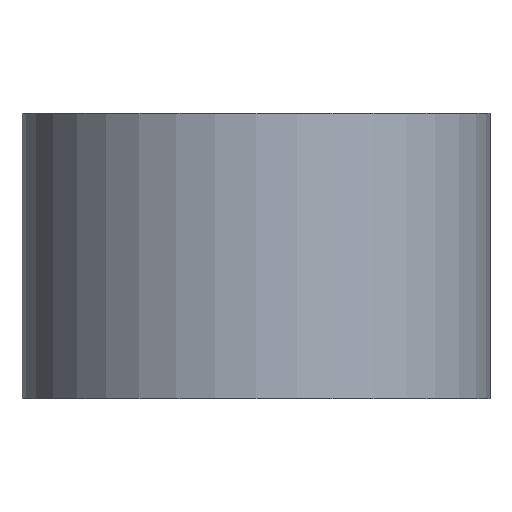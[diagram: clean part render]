
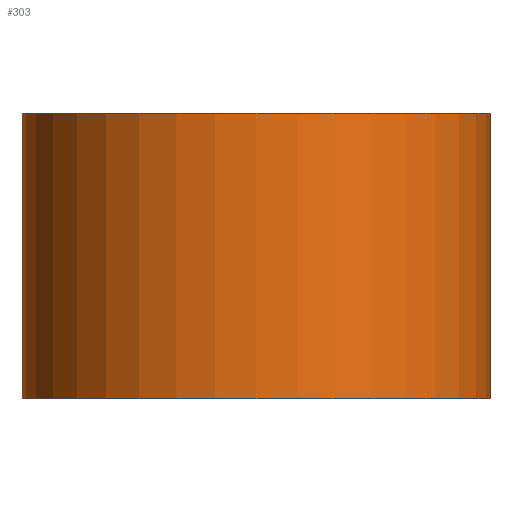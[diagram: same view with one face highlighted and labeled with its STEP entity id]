
A CAD part, front view. The second image highlights one B-rep face of the part: STEP entity #303.
In plain terms, the highlighted cylindrical face has radius 102.5 mm (diameter 205 mm), a partial arc.
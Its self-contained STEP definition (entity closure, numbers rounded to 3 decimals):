
#2 = CIRCLE ( 'NONE', #293, 102.5 ) ;
#4 = EDGE_CURVE ( 'NONE', #315, #10, #2, .T. ) ;
#9 = CARTESIAN_POINT ( 'NONE',  ( 102.5, 0., 125. ) ) ;
#10 = VERTEX_POINT ( 'NONE', #9 ) ;
#17 = ORIENTED_EDGE ( 'NONE', *, *, #261, .T. ) ;
#34 = EDGE_CURVE ( 'NONE', #10, #59, #266, .T. ) ;
#44 = CARTESIAN_POINT ( 'NONE',  ( -102.5, 0., 125. ) ) ;
#54 = CARTESIAN_POINT ( 'NONE',  ( -102.5, 0., 125. ) ) ;
#57 = CARTESIAN_POINT ( 'NONE',  ( 0., 0., 0. ) ) ;
#59 = VERTEX_POINT ( 'NONE', #321 ) ;
#71 = CARTESIAN_POINT ( 'NONE',  ( -102.5, 0., 0. ) ) ;
#76 = DIRECTION ( 'NONE',  ( 0., 0., -1. ) ) ;
#85 = CIRCLE ( 'NONE', #148, 102.5 ) ;
#92 = CARTESIAN_POINT ( 'NONE',  ( 0., 0., 125. ) ) ;
#113 = EDGE_LOOP ( 'NONE', ( #212, #132, #17, #116 ) ) ;
#116 = ORIENTED_EDGE ( 'NONE', *, *, #326, .T. ) ;
#117 = DIRECTION ( 'NONE',  ( 0., 0., -1. ) ) ;
#128 = DIRECTION ( 'NONE',  ( 0., 0., 1. ) ) ;
#132 = ORIENTED_EDGE ( 'NONE', *, *, #4, .F. ) ;
#135 = VECTOR ( 'NONE', #117, 1000. ) ;
#148 = AXIS2_PLACEMENT_3D ( 'NONE', #57, #128, #307 ) ;
#155 = FACE_OUTER_BOUND ( 'NONE', #113, .T. ) ;
#156 = DIRECTION ( 'NONE',  ( 0., 0., -1. ) ) ;
#177 = CYLINDRICAL_SURFACE ( 'NONE', #235, 102.5 ) ;
#190 = VERTEX_POINT ( 'NONE', #71 ) ;
#212 = ORIENTED_EDGE ( 'NONE', *, *, #34, .F. ) ;
#215 = DIRECTION ( 'NONE',  ( 0., 0., 1. ) ) ;
#235 = AXIS2_PLACEMENT_3D ( 'NONE', #251, #156, #309 ) ;
#251 = CARTESIAN_POINT ( 'NONE',  ( 0., 0., 125. ) ) ;
#260 = VECTOR ( 'NONE', #76, 1000. ) ;
#261 = EDGE_CURVE ( 'NONE', #315, #190, #274, .T. ) ;
#266 = LINE ( 'NONE', #292, #135 ) ;
#274 = LINE ( 'NONE', #44, #260 ) ;
#292 = CARTESIAN_POINT ( 'NONE',  ( 102.5, 0., 125. ) ) ;
#293 = AXIS2_PLACEMENT_3D ( 'NONE', #92, #215, #318 ) ;
#303 = ADVANCED_FACE ( 'NONE', ( #155 ), #177, .T. ) ;
#307 = DIRECTION ( 'NONE',  ( 1., 0., 0. ) ) ;
#309 = DIRECTION ( 'NONE',  ( -1., 0., 0. ) ) ;
#315 = VERTEX_POINT ( 'NONE', #54 ) ;
#318 = DIRECTION ( 'NONE',  ( 1., 0., 0. ) ) ;
#321 = CARTESIAN_POINT ( 'NONE',  ( 102.5, 0., 0. ) ) ;
#326 = EDGE_CURVE ( 'NONE', #190, #59, #85, .T. ) ;
